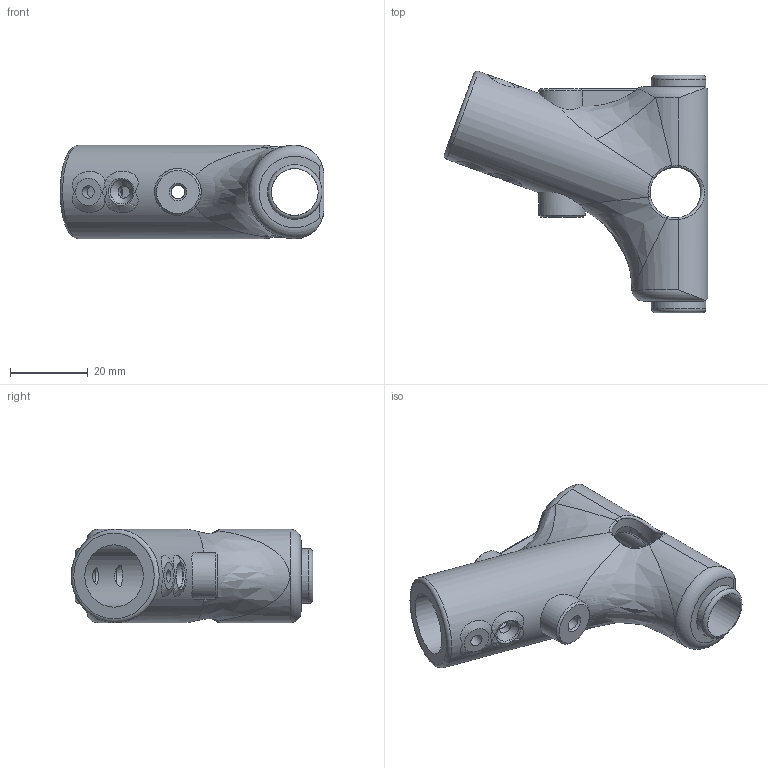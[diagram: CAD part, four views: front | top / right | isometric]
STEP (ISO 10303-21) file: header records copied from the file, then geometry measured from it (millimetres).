
FILE_DESCRIPTION(/* description */ (''),/* implementation_level */ '2;1');
FILE_NAME(/* name */ 'Boom Joint 16mm V1.1.step',/* time_stamp */ '2016-10-21T09:50:35-07:00',/* author */ (''),/* organization */ (''),/* preprocessor_version */ 'ST-DEVELOPER v16.5',/* originating_system */ 'Autodesk Translation Framework v5.2.0.2031',/* authorisation */ '');
FILE_SCHEMA (('AUTOMOTIVE_DESIGN { 1 0 10303 214 3 1 1 }'));
Length unit declared in the file: centimetre
Products named in the file (1): Untitled(1)
Bounding box: 67.71 x 62.02 x 24 mm (x, y, z)
Volume: 27950.3 mm3; surface area: 13288.4 mm2
Topology: 1 solids, 1 shells, 80 faces, 224 edges, 143 vertices
Faces by surface type: bspline 26, cylinder 25, plane 18, torus 6, cone 5
Full cylindrical faces by diameter (mm): 3.2 x3, 3.5 x2, 6.2 x1, 12 x2, 13 x3, 14 x2, 16 x1, 23.98 x1
Entity records: 6481 total; most frequent: CARTESIAN_POINT 4812, ORIENTED_EDGE 364, DIRECTION 242, EDGE_CURVE 182, VERTEX_POINT 125, EDGE_LOOP 119, AXIS2_PLACEMENT_3D 101, B_SPLINE_CURVE_WITH_KNOTS 96
